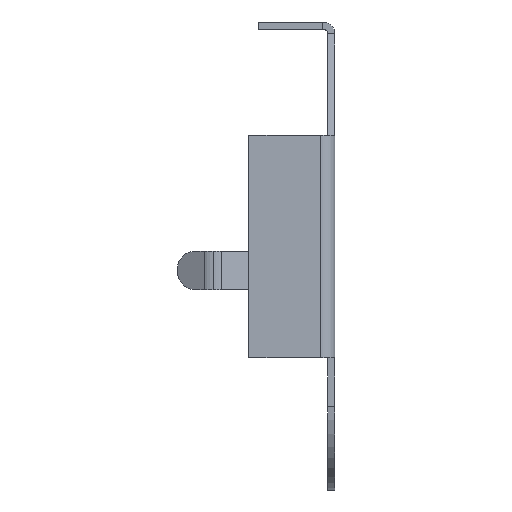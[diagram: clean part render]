
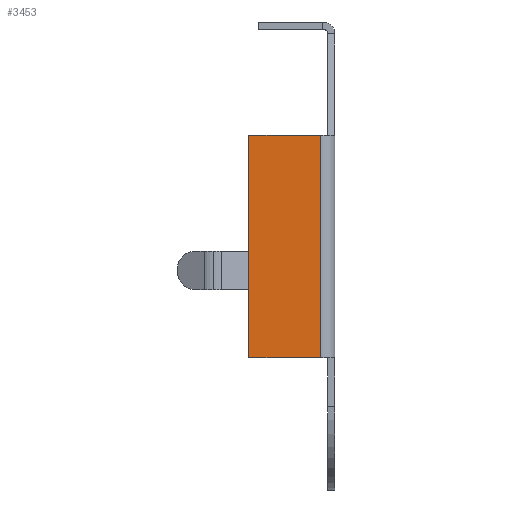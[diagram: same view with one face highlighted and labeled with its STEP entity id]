
A CAD part, left-side view. The second image highlights one B-rep face of the part: STEP entity #3453.
In plain terms, the highlighted planar face has unit normal (-1, 0, 0).
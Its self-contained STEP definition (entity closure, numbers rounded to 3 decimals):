
#269 = LINE ( 'NONE', #599, #1037 ) ;
#334 = CARTESIAN_POINT ( 'NONE',  ( -10.6, 3.3, 5.65 ) ) ;
#519 = LINE ( 'NONE', #1430, #1662 ) ;
#561 = CARTESIAN_POINT ( 'NONE',  ( -10.6, 3.3, 0. ) ) ;
#599 = CARTESIAN_POINT ( 'NONE',  ( -10.6, 3.3, 0. ) ) ;
#652 = VERTEX_POINT ( 'NONE', #1166 ) ;
#659 = CARTESIAN_POINT ( 'NONE',  ( -10.6, 0., 0. ) ) ;
#701 = VERTEX_POINT ( 'NONE', #334 ) ;
#725 = CARTESIAN_POINT ( 'NONE',  ( -10.6, 0.3, -3.65 ) ) ;
#897 = CARTESIAN_POINT ( 'NONE',  ( -10.6, 0.3, -3.65 ) ) ;
#935 = EDGE_CURVE ( 'NONE', #701, #1832, #2862, .T. ) ;
#1037 = VECTOR ( 'NONE', #3473, 1000. ) ;
#1054 = CARTESIAN_POINT ( 'NONE',  ( -10.6, 0.3, 5.65 ) ) ;
#1084 = DIRECTION ( 'NONE',  ( 0., 0., -1. ) ) ;
#1108 = VERTEX_POINT ( 'NONE', #897 ) ;
#1155 = ORIENTED_EDGE ( 'NONE', *, *, #935, .T. ) ;
#1166 = CARTESIAN_POINT ( 'NONE',  ( -10.6, 3.3, -3.65 ) ) ;
#1182 = EDGE_LOOP ( 'NONE', ( #3151, #2285, #1155, #1300, #1365, #3669 ) ) ;
#1186 = CARTESIAN_POINT ( 'NONE',  ( -10.6, 0., -3.65 ) ) ;
#1256 = DIRECTION ( 'NONE',  ( 0., 1., 0. ) ) ;
#1300 = ORIENTED_EDGE ( 'NONE', *, *, #3227, .T. ) ;
#1362 = EDGE_CURVE ( 'NONE', #3315, #701, #519, .T. ) ;
#1365 = ORIENTED_EDGE ( 'NONE', *, *, #3772, .T. ) ;
#1395 = DIRECTION ( 'NONE',  ( 0., 1., 0. ) ) ;
#1430 = CARTESIAN_POINT ( 'NONE',  ( -10.6, 0., 5.65 ) ) ;
#1476 = LINE ( 'NONE', #1186, #2929 ) ;
#1662 = VECTOR ( 'NONE', #1395, 1000. ) ;
#1802 = DIRECTION ( 'NONE',  ( 0., -1., 0. ) ) ;
#1825 = EDGE_CURVE ( 'NONE', #652, #1108, #1476, .T. ) ;
#1832 = VERTEX_POINT ( 'NONE', #3500 ) ;
#2152 = VERTEX_POINT ( 'NONE', #3671 ) ;
#2285 = ORIENTED_EDGE ( 'NONE', *, *, #1362, .T. ) ;
#2388 = DIRECTION ( 'NONE',  ( 1., 0., 0. ) ) ;
#2469 = DIRECTION ( 'NONE',  ( 0., 0., -1. ) ) ;
#2706 = EDGE_CURVE ( 'NONE', #3315, #1108, #3273, .T. ) ;
#2795 = VECTOR ( 'NONE', #3254, 1000. ) ;
#2862 = LINE ( 'NONE', #561, #3206 ) ;
#2929 = VECTOR ( 'NONE', #1802, 1000. ) ;
#2972 = PLANE ( 'NONE',  #3160 ) ;
#3009 = FACE_OUTER_BOUND ( 'NONE', #1182, .T. ) ;
#3151 = ORIENTED_EDGE ( 'NONE', *, *, #2706, .F. ) ;
#3160 = AXIS2_PLACEMENT_3D ( 'NONE', #659, #2388, #1256 ) ;
#3206 = VECTOR ( 'NONE', #1084, 1000. ) ;
#3227 = EDGE_CURVE ( 'NONE', #1832, #2152, #3402, .T. ) ;
#3254 = DIRECTION ( 'NONE',  ( 0., 0., -1. ) ) ;
#3273 = LINE ( 'NONE', #725, #2795 ) ;
#3315 = VERTEX_POINT ( 'NONE', #1054 ) ;
#3402 = LINE ( 'NONE', #3632, #3770 ) ;
#3453 = ADVANCED_FACE ( 'NONE', ( #3009 ), #2972, .F. ) ;
#3473 = DIRECTION ( 'NONE',  ( 0., 0., -1. ) ) ;
#3500 = CARTESIAN_POINT ( 'NONE',  ( -10.6, 3.3, 0.8 ) ) ;
#3632 = CARTESIAN_POINT ( 'NONE',  ( -10.6, 3.3, 0.8 ) ) ;
#3669 = ORIENTED_EDGE ( 'NONE', *, *, #1825, .T. ) ;
#3671 = CARTESIAN_POINT ( 'NONE',  ( -10.6, 3.3, -0.8 ) ) ;
#3770 = VECTOR ( 'NONE', #2469, 1000. ) ;
#3772 = EDGE_CURVE ( 'NONE', #2152, #652, #269, .T. ) ;
